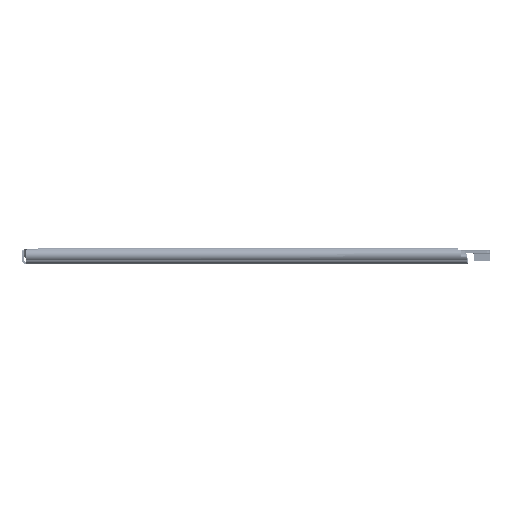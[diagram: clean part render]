
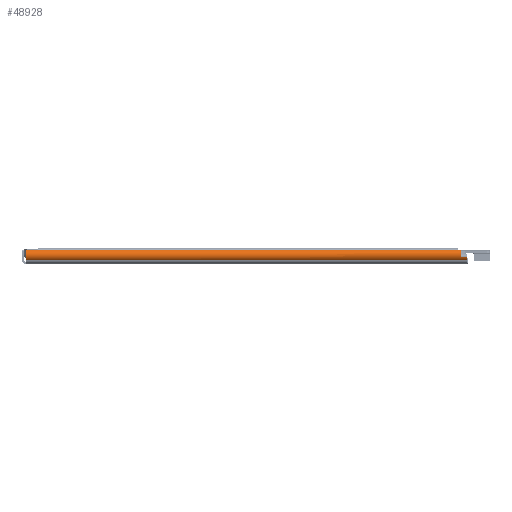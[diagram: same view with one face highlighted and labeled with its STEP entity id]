
A CAD part, left-side view. The second image highlights one B-rep face of the part: STEP entity #48928.
In plain terms, the highlighted cylindrical face has radius 7.6 mm (diameter 15.2 mm), a partial arc.
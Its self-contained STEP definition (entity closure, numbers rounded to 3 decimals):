
#2101=CYLINDRICAL_SURFACE('',#52490,7.6);
#3439=FACE_OUTER_BOUND('',#6372,.T.);
#6372=EDGE_LOOP('',(#32982,#32983,#32984,#32985,#32986,#32987));
#9447=LINE('',#74068,#13440);
#9462=LINE('',#74108,#13455);
#9479=LINE('',#74148,#13472);
#13440=VECTOR('',#58542,10.);
#13455=VECTOR('',#58593,10.);
#13472=VECTOR('',#58656,10.);
#17345=CIRCLE('',#52345,7.6);
#17377=CIRCLE('',#52419,7.6);
#17395=CIRCLE('',#52462,7.6);
#20053=VERTEX_POINT('',#73821);
#20054=VERTEX_POINT('',#73823);
#20102=VERTEX_POINT('',#73995);
#20103=VERTEX_POINT('',#73997);
#20121=VERTEX_POINT('',#74066);
#20128=VERTEX_POINT('',#74096);
#24905=EDGE_CURVE('',#20054,#20053,#17345,.T.);
#24992=EDGE_CURVE('',#20103,#20102,#17377,.T.);
#25027=EDGE_CURVE('',#20053,#20121,#9447,.T.);
#25042=EDGE_CURVE('',#20121,#20128,#17395,.T.);
#25047=EDGE_CURVE('',#20128,#20103,#9462,.T.);
#25064=EDGE_CURVE('',#20054,#20102,#9479,.T.);
#32982=ORIENTED_EDGE('',*,*,#24992,.T.);
#32983=ORIENTED_EDGE('',*,*,#25064,.F.);
#32984=ORIENTED_EDGE('',*,*,#24905,.T.);
#32985=ORIENTED_EDGE('',*,*,#25027,.T.);
#32986=ORIENTED_EDGE('',*,*,#25042,.T.);
#32987=ORIENTED_EDGE('',*,*,#25047,.T.);
#48928=ADVANCED_FACE('',(#3439),#2101,.T.);
#52345=AXIS2_PLACEMENT_3D('',#73824,#58260,#58261);
#52419=AXIS2_PLACEMENT_3D('',#73998,#58459,#58460);
#52462=AXIS2_PLACEMENT_3D('',#74098,#58577,#58578);
#52490=AXIS2_PLACEMENT_3D('',#74147,#58654,#58655);
#58260=DIRECTION('center_axis',(0.,1.,0.));
#58261=DIRECTION('ref_axis',(-0.705,0.,-0.709));
#58459=DIRECTION('center_axis',(0.,-1.,0.));
#58460=DIRECTION('ref_axis',(0.705,0.,0.709));
#58542=DIRECTION('',(0.,1.,0.));
#58577=DIRECTION('center_axis',(0.,1.,0.));
#58578=DIRECTION('ref_axis',(0.705,0.,0.709));
#58593=DIRECTION('',(0.,1.,0.));
#58654=DIRECTION('center_axis',(0.,1.,0.));
#58655=DIRECTION('ref_axis',(0.705,0.,0.709));
#58656=DIRECTION('',(0.,1.,0.));
#73821=CARTESIAN_POINT('',(-37.625,0.,7.957));
#73823=CARTESIAN_POINT('',(-35.857,0.,5.209));
#73824=CARTESIAN_POINT('Origin',(-30.5,0.,
10.6));
#73995=CARTESIAN_POINT('',(-35.857,545.,5.209));
#73997=CARTESIAN_POINT('',(-35.033,545.,16.7));
#73998=CARTESIAN_POINT('Origin',(-30.5,545.,10.6));
#74066=CARTESIAN_POINT('',(-37.625,8.,7.957));
#74068=CARTESIAN_POINT('',(-37.625,0.,7.957));
#74096=CARTESIAN_POINT('',(-35.033,8.,16.7));
#74098=CARTESIAN_POINT('Origin',(-30.5,8.,10.6));
#74108=CARTESIAN_POINT('',(-35.033,0.,16.7));
#74147=CARTESIAN_POINT('Origin',(-30.5,0.,10.6));
#74148=CARTESIAN_POINT('',(-35.857,0.,5.209));
